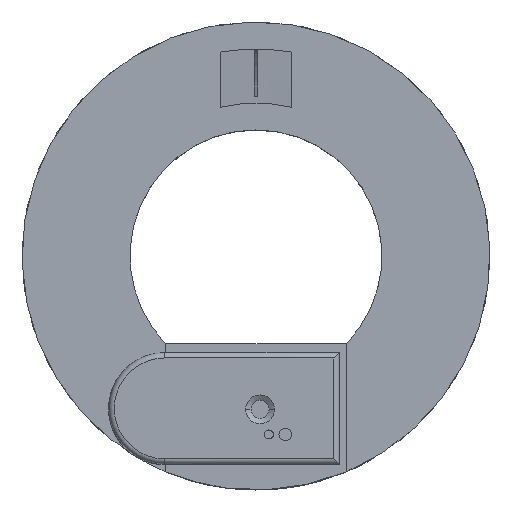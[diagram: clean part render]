
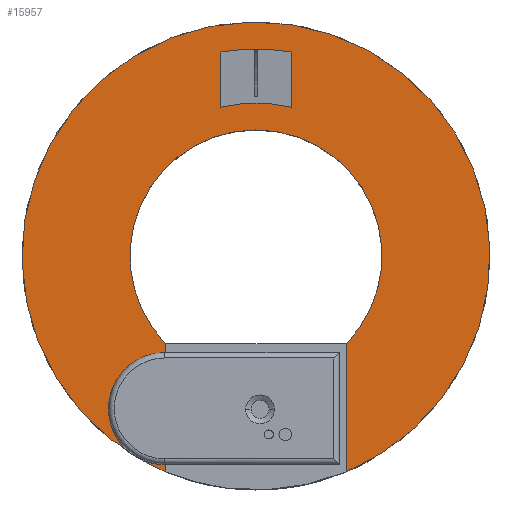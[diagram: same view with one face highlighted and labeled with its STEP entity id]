
A CAD part, top view. The second image highlights one B-rep face of the part: STEP entity #15957.
In plain terms, the highlighted face is planar.
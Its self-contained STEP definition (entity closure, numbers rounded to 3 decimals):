
#15799=CARTESIAN_POINT('Vertex',(63.008,-99.502,-2.)) ;
#15802=CARTESIAN_POINT('Axis2P3D Location',(68.,-99.79,-2.)) ;
#15806=CARTESIAN_POINT('Vertex',(72.992,-100.079,-2.)) ;
#15826=CARTESIAN_POINT('Axis2P3D Location',(68.,-99.79,-2.)) ;
#15838=CARTESIAN_POINT('Axis2P3D Location',(0.,-130.,-2.)) ;
#15843=CARTESIAN_POINT('Line Origine',(50.5,-84.132,-2.)) ;
#15847=CARTESIAN_POINT('Vertex',(50.5,-119.79,-2.)) ;
#15849=CARTESIAN_POINT('Vertex',(50.5,-48.474,-2.)) ;
#15852=CARTESIAN_POINT('Axis2P3D Location',(0.,0.,-2.)) ;
#15856=CARTESIAN_POINT('Vertex',(-33.56,61.431,-2.)) ;
#15859=CARTESIAN_POINT('Axis2P3D Location',(0.,0.,-2.)) ;
#15863=CARTESIAN_POINT('Vertex',(-50.5,-48.474,-2.)) ;
#15866=CARTESIAN_POINT('Line Origine',(-50.5,-84.132,-2.)) ;
#15870=CARTESIAN_POINT('Vertex',(-50.5,-119.79,-2.)) ;
#15873=CARTESIAN_POINT('Axis2P3D Location',(0.,0.,-2.)) ;
#15877=CARTESIAN_POINT('Vertex',(-62.325,114.086,-2.)) ;
#15880=CARTESIAN_POINT('Axis2P3D Location',(0.,0.,-2.)) ;
#15884=CARTESIAN_POINT('Vertex',(62.325,-114.086,-2.)) ;
#15887=CARTESIAN_POINT('Axis2P3D Location',(0.,0.,-2.)) ;
#15905=CARTESIAN_POINT('Axis2P3D Location',(68.,-69.79,-2.)) ;
#15909=CARTESIAN_POINT('Vertex',(63.008,-69.502,-2.)) ;
#15911=CARTESIAN_POINT('Vertex',(72.992,-70.079,-2.)) ;
#15914=CARTESIAN_POINT('Axis2P3D Location',(68.,-69.79,-2.)) ;
#15923=CARTESIAN_POINT('Axis2P3D Location',(0.,0.,-2.)) ;
#15927=CARTESIAN_POINT('Vertex',(20.,82.614,-2.)) ;
#15929=CARTESIAN_POINT('Vertex',(-20.,82.614,-2.)) ;
#15932=CARTESIAN_POINT('Line Origine',(20.,97.931,-2.)) ;
#15936=CARTESIAN_POINT('Vertex',(20.,113.248,-2.)) ;
#15939=CARTESIAN_POINT('Axis2P3D Location',(0.,0.,-2.)) ;
#15943=CARTESIAN_POINT('Vertex',(-20.,113.248,-2.)) ;
#15946=CARTESIAN_POINT('Line Origine',(-20.,97.931,-2.)) ;
#15803=DIRECTION('Axis2P3D Direction',(0.,0.,-1.)) ;
#15827=DIRECTION('Axis2P3D Direction',(0.,0.,-1.)) ;
#15839=DIRECTION('Axis2P3D Direction',(0.,0.,1.)) ;
#15840=DIRECTION('Axis2P3D XDirection',(1.,0.,0.)) ;
#15844=DIRECTION('Vector Direction',(0.,1.,0.)) ;
#15853=DIRECTION('Axis2P3D Direction',(0.,0.,1.)) ;
#15860=DIRECTION('Axis2P3D Direction',(0.,0.,1.)) ;
#15867=DIRECTION('Vector Direction',(0.,1.,0.)) ;
#15874=DIRECTION('Axis2P3D Direction',(0.,0.,1.)) ;
#15881=DIRECTION('Axis2P3D Direction',(0.,0.,1.)) ;
#15888=DIRECTION('Axis2P3D Direction',(0.,0.,1.)) ;
#15906=DIRECTION('Axis2P3D Direction',(0.,0.,1.)) ;
#15915=DIRECTION('Axis2P3D Direction',(0.,0.,1.)) ;
#15924=DIRECTION('Axis2P3D Direction',(0.,0.,1.)) ;
#15933=DIRECTION('Vector Direction',(0.,1.,0.)) ;
#15940=DIRECTION('Axis2P3D Direction',(0.,0.,1.)) ;
#15947=DIRECTION('Vector Direction',(0.,-1.,0.)) ;
#15804=AXIS2_PLACEMENT_3D('Circle Axis2P3D',#15802,#15803,$) ;
#15828=AXIS2_PLACEMENT_3D('Circle Axis2P3D',#15826,#15827,$) ;
#15841=AXIS2_PLACEMENT_3D('Plane Axis2P3D',#15838,#15839,#15840) ;
#15854=AXIS2_PLACEMENT_3D('Circle Axis2P3D',#15852,#15853,$) ;
#15861=AXIS2_PLACEMENT_3D('Circle Axis2P3D',#15859,#15860,$) ;
#15875=AXIS2_PLACEMENT_3D('Circle Axis2P3D',#15873,#15874,$) ;
#15882=AXIS2_PLACEMENT_3D('Circle Axis2P3D',#15880,#15881,$) ;
#15889=AXIS2_PLACEMENT_3D('Circle Axis2P3D',#15887,#15888,$) ;
#15907=AXIS2_PLACEMENT_3D('Circle Axis2P3D',#15905,#15906,$) ;
#15916=AXIS2_PLACEMENT_3D('Circle Axis2P3D',#15914,#15915,$) ;
#15925=AXIS2_PLACEMENT_3D('Circle Axis2P3D',#15923,#15924,$) ;
#15941=AXIS2_PLACEMENT_3D('Circle Axis2P3D',#15939,#15940,$) ;
#15893=ORIENTED_EDGE('',*,*,#15851,.T.) ;
#15894=ORIENTED_EDGE('',*,*,#15858,.T.) ;
#15895=ORIENTED_EDGE('',*,*,#15865,.T.) ;
#15896=ORIENTED_EDGE('',*,*,#15872,.F.) ;
#15897=ORIENTED_EDGE('',*,*,#15879,.F.) ;
#15898=ORIENTED_EDGE('',*,*,#15886,.F.) ;
#15899=ORIENTED_EDGE('',*,*,#15891,.F.) ;
#15902=ORIENTED_EDGE('',*,*,#15808,.F.) ;
#15903=ORIENTED_EDGE('',*,*,#15830,.F.) ;
#15920=ORIENTED_EDGE('',*,*,#15913,.F.) ;
#15921=ORIENTED_EDGE('',*,*,#15918,.F.) ;
#15952=ORIENTED_EDGE('',*,*,#15931,.F.) ;
#15953=ORIENTED_EDGE('',*,*,#15938,.F.) ;
#15954=ORIENTED_EDGE('',*,*,#15945,.F.) ;
#15955=ORIENTED_EDGE('',*,*,#15950,.F.) ;
#15904=FACE_BOUND('',#15901,.T.) ;
#15922=FACE_BOUND('',#15919,.T.) ;
#15956=FACE_BOUND('',#15951,.T.) ;
#15845=VECTOR('Line Direction',#15844,1.) ;
#15868=VECTOR('Line Direction',#15867,1.) ;
#15934=VECTOR('Line Direction',#15933,1.) ;
#15948=VECTOR('Line Direction',#15947,1.) ;
#15957=ADVANCED_FACE('Corps principal',(#15900,#15904,#15922,#15956),#15842,.F.) ;
#15805=CIRCLE('generated circle',#15804,5.) ;
#15829=CIRCLE('generated circle',#15828,5.) ;
#15855=CIRCLE('generated circle',#15854,70.) ;
#15862=CIRCLE('generated circle',#15861,70.) ;
#15876=CIRCLE('generated circle',#15875,130.) ;
#15883=CIRCLE('generated circle',#15882,130.) ;
#15890=CIRCLE('generated circle',#15889,130.) ;
#15908=CIRCLE('generated circle',#15907,5.) ;
#15917=CIRCLE('generated circle',#15916,5.) ;
#15926=CIRCLE('generated circle',#15925,85.) ;
#15942=CIRCLE('generated circle',#15941,115.) ;
#15808=EDGE_CURVE('',#15800,#15807,#15805,.T.) ;
#15830=EDGE_CURVE('',#15807,#15800,#15829,.T.) ;
#15851=EDGE_CURVE('',#15848,#15850,#15846,.T.) ;
#15858=EDGE_CURVE('',#15850,#15857,#15855,.T.) ;
#15865=EDGE_CURVE('',#15857,#15864,#15862,.T.) ;
#15872=EDGE_CURVE('',#15871,#15864,#15869,.T.) ;
#15879=EDGE_CURVE('',#15878,#15871,#15876,.T.) ;
#15886=EDGE_CURVE('',#15885,#15878,#15883,.T.) ;
#15891=EDGE_CURVE('',#15848,#15885,#15890,.T.) ;
#15913=EDGE_CURVE('',#15910,#15912,#15908,.F.) ;
#15918=EDGE_CURVE('',#15912,#15910,#15917,.F.) ;
#15931=EDGE_CURVE('',#15928,#15930,#15926,.T.) ;
#15938=EDGE_CURVE('',#15937,#15928,#15935,.F.) ;
#15945=EDGE_CURVE('',#15944,#15937,#15942,.F.) ;
#15950=EDGE_CURVE('',#15930,#15944,#15949,.F.) ;
#15892=EDGE_LOOP('',(#15893,#15894,#15895,#15896,#15897,#15898,#15899)) ;
#15901=EDGE_LOOP('',(#15902,#15903)) ;
#15919=EDGE_LOOP('',(#15920,#15921)) ;
#15951=EDGE_LOOP('',(#15952,#15953,#15954,#15955)) ;
#15900=FACE_OUTER_BOUND('',#15892,.T.) ;
#15846=LINE('Line',#15843,#15845) ;
#15869=LINE('Line',#15866,#15868) ;
#15935=LINE('Line',#15932,#15934) ;
#15949=LINE('Line',#15946,#15948) ;
#15842=PLANE('',#15841) ;
#15800=VERTEX_POINT('',#15799) ;
#15807=VERTEX_POINT('',#15806) ;
#15848=VERTEX_POINT('',#15847) ;
#15850=VERTEX_POINT('',#15849) ;
#15857=VERTEX_POINT('',#15856) ;
#15864=VERTEX_POINT('',#15863) ;
#15871=VERTEX_POINT('',#15870) ;
#15878=VERTEX_POINT('',#15877) ;
#15885=VERTEX_POINT('',#15884) ;
#15910=VERTEX_POINT('',#15909) ;
#15912=VERTEX_POINT('',#15911) ;
#15928=VERTEX_POINT('',#15927) ;
#15930=VERTEX_POINT('',#15929) ;
#15937=VERTEX_POINT('',#15936) ;
#15944=VERTEX_POINT('',#15943) ;
